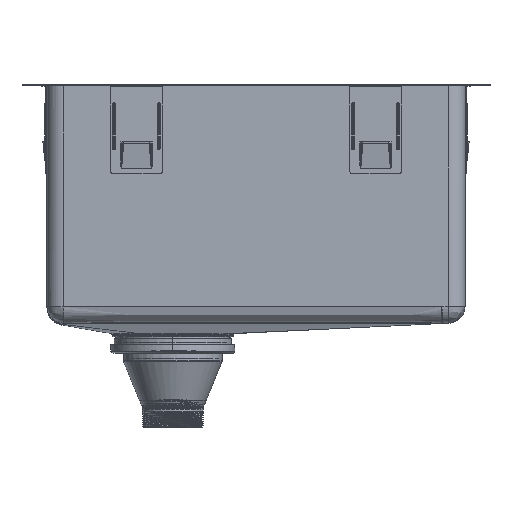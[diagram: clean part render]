
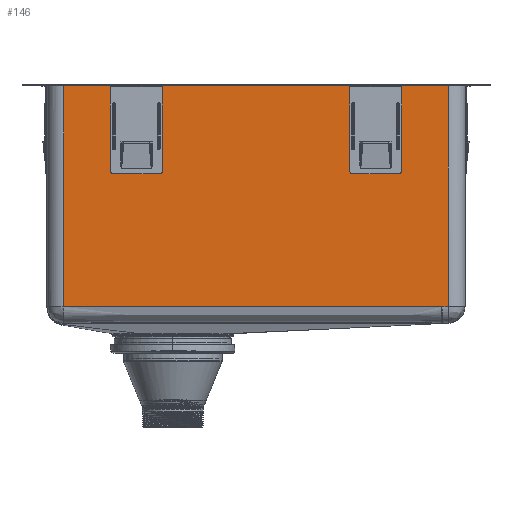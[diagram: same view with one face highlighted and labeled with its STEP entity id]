
A CAD part, left-side view. The second image highlights one B-rep face of the part: STEP entity #146.
In plain terms, the highlighted planar face has unit normal (-1, 0, 0).
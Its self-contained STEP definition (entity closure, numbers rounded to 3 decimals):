
#146=ADVANCED_FACE('',(#1063),#14080,.T.);
#1063=FACE_OUTER_BOUND('',#1928,.T.);
#1928=EDGE_LOOP('',(#2926,#2927,#2928,#2929,#2930));
#2926=ORIENTED_EDGE('',*,*,#7448,.T.);
#2927=ORIENTED_EDGE('',*,*,#7444,.F.);
#2928=ORIENTED_EDGE('',*,*,#7451,.T.);
#2929=ORIENTED_EDGE('',*,*,#7450,.T.);
#2930=ORIENTED_EDGE('',*,*,#7449,.T.);
#7444=EDGE_CURVE('',#12015,#12014,#10528,.T.);
#7448=EDGE_CURVE('',#12016,#12014,#10529,.T.);
#7449=EDGE_CURVE('',#12017,#12016,#10530,.T.);
#7450=EDGE_CURVE('',#12018,#12017,#10531,.T.);
#7451=EDGE_CURVE('',#12015,#12018,#10532,.T.);
#10528=B_SPLINE_CURVE_WITH_KNOTS('',1,(#23970,#23971),.UNSPECIFIED.,.F.,
 .F.,(2,2),(-212.438,0.),.UNSPECIFIED.);
#10529=B_SPLINE_CURVE_WITH_KNOTS('',1,(#23981,#23982),.UNSPECIFIED.,.F.,
 .F.,(2,2),(0.,369.6),.UNSPECIFIED.);
#10530=B_SPLINE_CURVE_WITH_KNOTS('',1,(#23983,#23984),.UNSPECIFIED.,.F.,
 .F.,(2,2),(-212.048,0.),.UNSPECIFIED.);
#10531=B_SPLINE_CURVE_WITH_KNOTS('',3,(#23985,#23986,#23987,#23988,#23989),
 .UNSPECIFIED.,.F.,.F.,(4,1,4),(-6.116,-3.058,0.),
 .UNSPECIFIED.);
#10532=B_SPLINE_CURVE_WITH_KNOTS('',3,(#23990,#23991,#23992,#23993,#23994,
#23995,#23996,#23997,#23998,#23999,#24000),.UNSPECIFIED.,.F.,.F.,(4,1,1,
1,1,1,1,1,4),(-363.491,-318.055,-272.618,-227.182,
-181.745,-136.309,-90.873,-45.436,
0.),.UNSPECIFIED.);
#12014=VERTEX_POINT('',#23636);
#12015=VERTEX_POINT('',#23637);
#12016=VERTEX_POINT('',#23638);
#12017=VERTEX_POINT('',#23639);
#12018=VERTEX_POINT('',#23640);
#14080=PLANE('',#14502);
#14502=AXIS2_PLACEMENT_3D('',#15643,#15015,$);
#15015=DIRECTION('',(-1.,0.,0.));
#15643=CARTESIAN_POINT('',(-421.908,-388.911,20.744));
#23636=CARTESIAN_POINT('',(-421.908,18.843,-1.7));
#23637=CARTESIAN_POINT('',(-421.908,18.843,-214.138));
#23638=CARTESIAN_POINT('',(-421.908,-350.757,-1.7));
#23639=CARTESIAN_POINT('',(-421.908,-350.757,-213.748));
#23640=CARTESIAN_POINT('',(-421.908,-344.648,-214.029));
#23970=CARTESIAN_POINT('',(-421.908,18.843,-214.138));
#23971=CARTESIAN_POINT('',(-421.908,18.843,-1.7));
#23981=CARTESIAN_POINT('',(-421.908,-350.757,-1.7));
#23982=CARTESIAN_POINT('',(-421.908,18.843,-1.7));
#23983=CARTESIAN_POINT('',(-421.908,-350.757,-213.748));
#23984=CARTESIAN_POINT('',(-421.908,-350.757,-1.7));
#23985=CARTESIAN_POINT('',(-421.908,-344.648,-214.029));
#23986=CARTESIAN_POINT('',(-421.908,-345.654,-213.983));
#23987=CARTESIAN_POINT('',(-421.908,-347.678,-213.89));
#23988=CARTESIAN_POINT('',(-421.908,-349.727,-213.795));
#23989=CARTESIAN_POINT('',(-421.908,-350.757,-213.748));
#23990=CARTESIAN_POINT('',(-421.908,18.843,-214.138));
#23991=CARTESIAN_POINT('',(-421.908,-3.693,-214.156));
#23992=CARTESIAN_POINT('',(-421.908,-46.518,-214.185));
#23993=CARTESIAN_POINT('',(-421.908,-103.623,-214.198));
#23994=CARTESIAN_POINT('',(-421.908,-154.761,-214.189));
#23995=CARTESIAN_POINT('',(-421.908,-200.688,-214.166));
#23996=CARTESIAN_POINT('',(-421.908,-242.062,-214.134));
#23997=CARTESIAN_POINT('',(-421.908,-279.508,-214.098));
#23998=CARTESIAN_POINT('',(-421.908,-313.559,-214.063));
#23999=CARTESIAN_POINT('',(-421.908,-334.596,-214.04));
#24000=CARTESIAN_POINT('',(-421.908,-344.648,-214.029));
